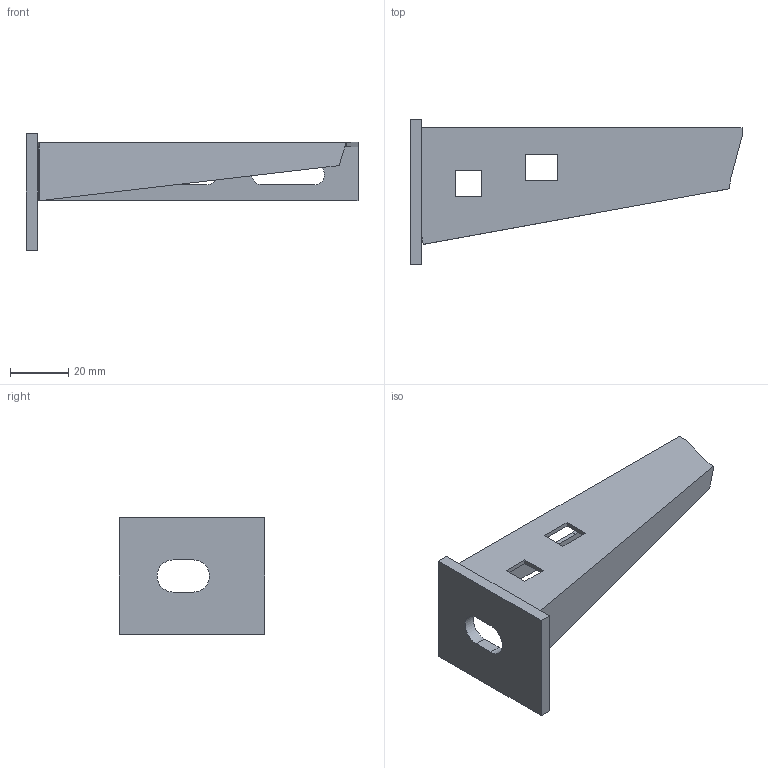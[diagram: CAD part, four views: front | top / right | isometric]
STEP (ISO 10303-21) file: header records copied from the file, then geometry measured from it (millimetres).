
FILE_DESCRIPTION (( 'STEP AP214' ), '1' );
FILE_NAME ('6420656.stp', '2024-06-14T06:02:41', ( '' ), ( '' ), 'SwSTEP 2.0', 'SolidWorks 2022', '' );
FILE_SCHEMA (( 'AUTOMOTIVE_DESIGN' ));
Length unit declared in the file: millimetre
Products named in the file (3): 6420656; KTS 04.020-031_50x40x4; KTS 04.019-051_New engraving MLAR AS-AW 15 11 mit R1,5
Assembly tree (2 placements, depth 2):
  6420656
    KTS 04.019-051_New engraving MLAR AS-AW 15 11 mit R1,5
    KTS 04.020-031_50x40x4
Bounding box: 114 x 50 x 40 mm (x, y, z)
Volume: 16207.3 mm3; surface area: 17302.3 mm2
Topology: 2 solids, 2 shells, 40 faces, 110 edges, 74 vertices
Faces by surface type: plane 33, cylinder 6, bspline 1
Entity records: 1448 total; most frequent: CARTESIAN_POINT 306, ORIENTED_EDGE 220, DIRECTION 201, EDGE_CURVE 110, VECTOR 89, LINE 89, VERTEX_POINT 74, AXIS2_PLACEMENT_3D 56
